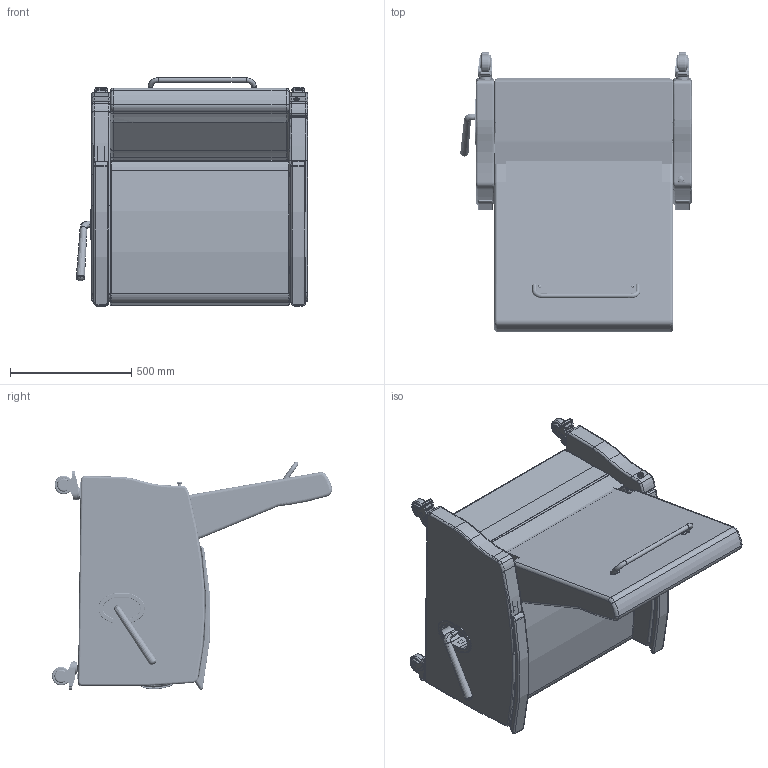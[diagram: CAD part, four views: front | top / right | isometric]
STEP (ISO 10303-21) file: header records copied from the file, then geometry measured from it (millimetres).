
FILE_DESCRIPTION(/* description */ (''),/* implementation_level */ '2;1');
FILE_NAME(/* name */ 'RBC1167J.stp',/* time_stamp */ '2017-09-14T14:46:17-04:00',/* author */ ('emehringer'),/* organization */ (''),/* preprocessor_version */ 'ST-DEVELOPER v16.5',/* originating_system */ 'Autodesk Inventor 2017',/* authorisation */ '');
FILE_SCHEMA (('AUTOMOTIVE_DESIGN { 1 0 10303 214 3 1 1 }'));
Products named in the file (51): RBC1167U; 5030 UKP; 7030 USEAT; 5030 UKO; BEZEL-1; E1010-1 ACARM L; E1067-1 LARM R; FD400-2 R; E1010-1 MAC BLK; E4030 UBACK FLAP; UBACK H1030; CABLE LEVER; Knob and spring; 1060 ARM L; 1060-20L; 1060-20; E1017-1-04; E1017-1-04_1; 1060-21L; 1060-21-A; ROLLOVER T-NUT .25 (FOR 18MM); ACBL 103; ACBL-1 102; E1017-2-04A; E1017-2-04A_1; E1017-2-04A_2; 1/4-20X2-1/4 PHIL. TRUSS HEAD; STAPLE 7-32 X 1.375; STAPLE1.5; 7000-2 CON PLT; CAST COL 4inSLB; _NG-03AMP-125-TL-TP01_fork; _TP01_Next Generation Series_0; _NG-03QDP-125-SW-TP01_rivet; _NG-03AMP-125-TL-TP01_wheel_core; _NG-03AMP-125-TL-TP01_wheel_tread; _NG-03AMP-125-TL-TP01_wheel_guard; _NG-03AMP-125-TL-TP01_wheel_tguard; _NG-03AMP-125-TL-TP01_cap; HDL 3000 BLK ...
Assembly tree (128 placements, depth 4):
  RBC1167U
    5030 UKP
    7030 USEAT
    5030 UKO
    BEZEL-1
    E1010-1 ACARM L
    E1067-1 LARM R
    FD400-2 R
    E1010-1 MAC BLK  x2
    E4030 UBACK FLAP
    UBACK H1030
    CABLE LEVER
    Knob and spring
    1060 ARM L
      1060-20L
        1060-20
        ROLLOVER T-NUT .25 (FOR 18MM)  x7
      E1017-1-04
        E1017-1-04_1
        ROLLOVER T-NUT .25 (FOR 18MM)  x2
      1060-21L
        1060-21-A
        ROLLOVER T-NUT .25 (FOR 18MM)  x10
      ACBL 103
      ACBL-1 102  x3
      E1017-2-04A
      E1017-2-04A_1
      E1017-2-04A_2  x2
      1/4-20X2-1/4 PHIL. TRUSS HEAD  x4
      STAPLE 7-32 X 1.375  x16
      STAPLE1.5  x33
    7000-2 CON PLT
    CAST COL 4inSLB  x4
      _NG-03AMP-125-TL-TP01_fork
      _TP01_Next Generation Series_0
      _NG-03QDP-125-SW-TP01_rivet
      _NG-03AMP-125-TL-TP01_wheel_core
      _NG-03AMP-125-TL-TP01_wheel_tread
      _NG-03AMP-125-TL-TP01_wheel_guard
      _NG-03AMP-125-TL-TP01_wheel_tguard
      _NG-03AMP-125-TL-TP01_cap
    HDL 3000 BLK
      HDL 3000 BLKPLASTIC
      HDL 3000 BLK METAL
    PB3
      PUSH BAR 17.625
        PUSH BAR 17.625_1
        PUSH BAR 17.625 right side
      1420X1.5 PSHPB  x2
    HINGE 22 NEW (closed)
      HINGE 22 NEW  x2
      HINGE 22 NEW PIN
    EC3017 WRAP
Bounding box: 954.01 x 1154.91 x 942.57 mm (x, y, z)
Volume: 217631072 mm3; surface area: 10134433.9 mm2
Topology: 145 solids, 260 shells, 4519 faces, 11637 edges, 7400 vertices
Faces by surface type: plane 1990, cylinder 1867, torus 306, sphere 159, bspline 99, cone 98
Full cylindrical faces by diameter (mm): 2.794 x1, 5.953 x1, 6.35 x25, 7.671 x19, 7.925 x2, 7.938 x31, 10.541 x2, 11.112 x8, 11.989 x4, 12.497 x2, 12.7 x1, 14.287 x4, 14.554 x4, 14.877 x4, 15.062 x4, 15.24 x8, 19.05 x3, 19.075 x4, 23.812 x1, 25.4 x4, 30.162 x1, 31.75 x2, 38.049 x4, 44.298 x4, 52.273 x4, 55.372 x8, 57.15 x8, 76.2 x4
Entity records: 68751 total; most frequent: CARTESIAN_POINT 24581, DIRECTION 9181, ORIENTED_EDGE 8232, EDGE_CURVE 4382, AXIS2_PLACEMENT_3D 3494, VERTEX_POINT 3004, LINE 2193, VECTOR 2193
